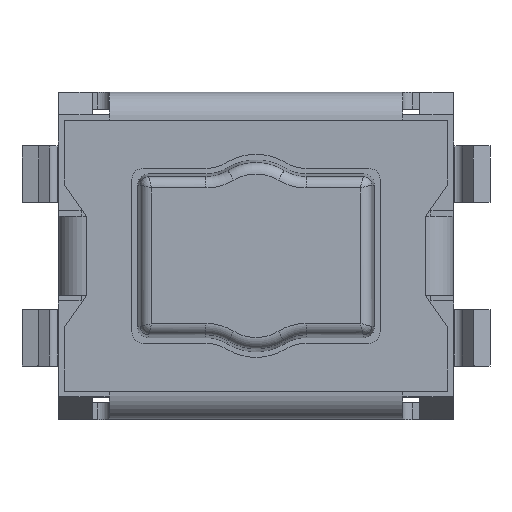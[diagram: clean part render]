
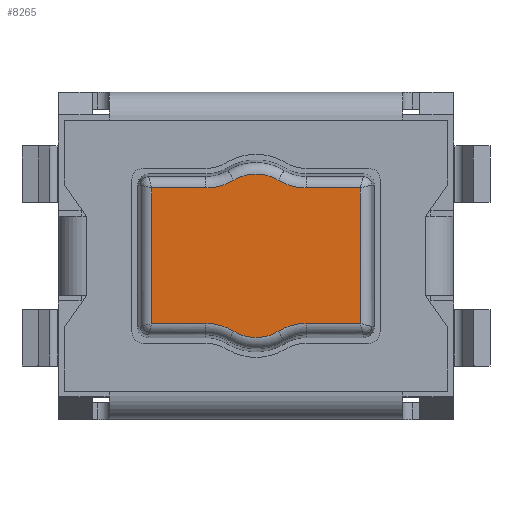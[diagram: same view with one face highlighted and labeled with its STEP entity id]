
A CAD part, top view. The second image highlights one B-rep face of the part: STEP entity #8265.
In plain terms, the highlighted planar face has unit normal (0, 0, 1).
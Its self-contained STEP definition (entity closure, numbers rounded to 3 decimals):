
#8 = CARTESIAN_POINT ( 'NONE',  ( -0.925, -0.6, 1.7 ) ) ;
#598 = DIRECTION ( 'NONE',  ( -1., 0., 0. ) ) ;
#839 = CARTESIAN_POINT ( 'NONE',  ( 0.925, -0.6, 1.7 ) ) ;
#1289 = VERTEX_POINT ( 'NONE', #10723 ) ;
#1314 = DIRECTION ( 'NONE',  ( 0., 0., -1. ) ) ;
#1703 = PLANE ( 'NONE',  #22787 ) ;
#1902 = ORIENTED_EDGE ( 'NONE', *, *, #11915, .T. ) ;
#2207 = CARTESIAN_POINT ( 'NONE',  ( 0., 0., 1.7 ) ) ;
#2281 = DIRECTION ( 'NONE',  ( 1., 0., 0. ) ) ;
#2310 = EDGE_CURVE ( 'NONE', #11258, #2775, #12759, .T. ) ;
#2402 = AXIS2_PLACEMENT_3D ( 'NONE', #21280, #1314, #20888 ) ;
#2775 = VERTEX_POINT ( 'NONE', #9911 ) ;
#2837 = CIRCLE ( 'NONE', #2402, 0.475 ) ;
#3262 = CARTESIAN_POINT ( 'NONE',  ( -0.444, -1.075, 1.7 ) ) ;
#3552 = FACE_OUTER_BOUND ( 'NONE', #12107, .T. ) ;
#3555 = EDGE_CURVE ( 'NONE', #17104, #10538, #7993, .T. ) ;
#3589 = ORIENTED_EDGE ( 'NONE', *, *, #4721, .T. ) ;
#3825 = AXIS2_PLACEMENT_3D ( 'NONE', #5738, #7830, #19217 ) ;
#3836 = VERTEX_POINT ( 'NONE', #12365 ) ;
#4420 = ORIENTED_EDGE ( 'NONE', *, *, #15617, .T. ) ;
#4721 = EDGE_CURVE ( 'NONE', #1289, #11848, #6174, .T. ) ;
#5260 = DIRECTION ( 'NONE',  ( 0., 0., 1. ) ) ;
#5399 = CARTESIAN_POINT ( 'NONE',  ( -0.196, -0.67, 1.7 ) ) ;
#5405 = DIRECTION ( 'NONE',  ( 0., 0., 1. ) ) ;
#5549 = DIRECTION ( 'NONE',  ( 0., -1., 0. ) ) ;
#5654 = VECTOR ( 'NONE', #5549, 1000. ) ;
#5738 = CARTESIAN_POINT ( 'NONE',  ( -0.444, 1.075, 1.7 ) ) ;
#5766 = EDGE_CURVE ( 'NONE', #10538, #11756, #7048, .T. ) ;
#5771 = CARTESIAN_POINT ( 'NONE',  ( 0.925, 0.6, 1.7 ) ) ;
#5790 = VECTOR ( 'NONE', #14139, 1000. ) ;
#6174 = CIRCLE ( 'NONE', #21618, 0.475 ) ;
#6257 = ORIENTED_EDGE ( 'NONE', *, *, #6677, .T. ) ;
#6505 = ORIENTED_EDGE ( 'NONE', *, *, #5766, .T. ) ;
#6677 = EDGE_CURVE ( 'NONE', #11848, #17104, #13367, .T. ) ;
#6823 = AXIS2_PLACEMENT_3D ( 'NONE', #7361, #5260, #13239 ) ;
#7048 = LINE ( 'NONE', #14722, #15652 ) ;
#7132 = ORIENTED_EDGE ( 'NONE', *, *, #18772, .T. ) ;
#7190 = CARTESIAN_POINT ( 'NONE',  ( 0.444, -1.075, 1.7 ) ) ;
#7361 = CARTESIAN_POINT ( 'NONE',  ( 0., 0.35, 1.7 ) ) ;
#7779 = ORIENTED_EDGE ( 'NONE', *, *, #2310, .T. ) ;
#7830 = DIRECTION ( 'NONE',  ( 0., 0., -1. ) ) ;
#7993 = LINE ( 'NONE', #15974, #5790 ) ;
#8265 = ADVANCED_FACE ( 'NONE', ( #3552 ), #1703, .F. ) ;
#8423 = ORIENTED_EDGE ( 'NONE', *, *, #19113, .T. ) ;
#8434 = CARTESIAN_POINT ( 'NONE',  ( 0., 0.6, 1.7 ) ) ;
#9316 = CARTESIAN_POINT ( 'NONE',  ( 0., -0.35, 1.7 ) ) ;
#9911 = CARTESIAN_POINT ( 'NONE',  ( -0.925, 0.6, 1.7 ) ) ;
#10259 = DIRECTION ( 'NONE',  ( -1., 0., 0. ) ) ;
#10538 = VERTEX_POINT ( 'NONE', #5771 ) ;
#10723 = CARTESIAN_POINT ( 'NONE',  ( 0.196, -0.67, 1.7 ) ) ;
#11258 = VERTEX_POINT ( 'NONE', #21093 ) ;
#11271 = DIRECTION ( 'NONE',  ( 1., 0., 0. ) ) ;
#11673 = AXIS2_PLACEMENT_3D ( 'NONE', #3262, #24774, #15071 ) ;
#11756 = VERTEX_POINT ( 'NONE', #18573 ) ;
#11848 = VERTEX_POINT ( 'NONE', #25380 ) ;
#11915 = EDGE_CURVE ( 'NONE', #3836, #11258, #15164, .T. ) ;
#12107 = EDGE_LOOP ( 'NONE', ( #6257, #25339, #6505, #15170, #4420, #1902, #7779, #20963, #8423, #7132, #13790, #3589 ) ) ;
#12365 = CARTESIAN_POINT ( 'NONE',  ( -0.196, 0.67, 1.7 ) ) ;
#12759 = LINE ( 'NONE', #8434, #17301 ) ;
#12853 = CARTESIAN_POINT ( 'NONE',  ( 0., -0.6, 1.7 ) ) ;
#13239 = DIRECTION ( 'NONE',  ( -1., 0., 0. ) ) ;
#13367 = LINE ( 'NONE', #12853, #14742 ) ;
#13687 = VERTEX_POINT ( 'NONE', #5399 ) ;
#13790 = ORIENTED_EDGE ( 'NONE', *, *, #25947, .T. ) ;
#14139 = DIRECTION ( 'NONE',  ( 0., 1., 0. ) ) ;
#14722 = CARTESIAN_POINT ( 'NONE',  ( 0., 0.6, 1.7 ) ) ;
#14742 = VECTOR ( 'NONE', #11271, 1000. ) ;
#15071 = DIRECTION ( 'NONE',  ( -1., 0., 0. ) ) ;
#15084 = DIRECTION ( 'NONE',  ( -1., 0., 0. ) ) ;
#15103 = CARTESIAN_POINT ( 'NONE',  ( -0.444, -0.6, 1.7 ) ) ;
#15164 = CIRCLE ( 'NONE', #3825, 0.475 ) ;
#15170 = ORIENTED_EDGE ( 'NONE', *, *, #18488, .T. ) ;
#15617 = EDGE_CURVE ( 'NONE', #18897, #3836, #18099, .T. ) ;
#15652 = VECTOR ( 'NONE', #18678, 1000. ) ;
#15974 = CARTESIAN_POINT ( 'NONE',  ( 0.925, 0., 1.7 ) ) ;
#16465 = VERTEX_POINT ( 'NONE', #8 ) ;
#17104 = VERTEX_POINT ( 'NONE', #839 ) ;
#17301 = VECTOR ( 'NONE', #20755, 1000. ) ;
#17402 = LINE ( 'NONE', #24442, #21334 ) ;
#17956 = AXIS2_PLACEMENT_3D ( 'NONE', #9316, #5405, #15084 ) ;
#18099 = CIRCLE ( 'NONE', #6823, 0.375 ) ;
#18488 = EDGE_CURVE ( 'NONE', #11756, #18897, #2837, .T. ) ;
#18573 = CARTESIAN_POINT ( 'NONE',  ( 0.444, 0.6, 1.7 ) ) ;
#18678 = DIRECTION ( 'NONE',  ( -1., 0., 0. ) ) ;
#18772 = EDGE_CURVE ( 'NONE', #20091, #13687, #22962, .T. ) ;
#18842 = DIRECTION ( 'NONE',  ( 0., 0., -1. ) ) ;
#18897 = VERTEX_POINT ( 'NONE', #21605 ) ;
#19113 = EDGE_CURVE ( 'NONE', #16465, #20091, #17402, .T. ) ;
#19217 = DIRECTION ( 'NONE',  ( -1., 0., 0. ) ) ;
#20091 = VERTEX_POINT ( 'NONE', #15103 ) ;
#20332 = DIRECTION ( 'NONE',  ( 0., 0., -1. ) ) ;
#20755 = DIRECTION ( 'NONE',  ( -1., 0., 0. ) ) ;
#20888 = DIRECTION ( 'NONE',  ( -1., 0., 0. ) ) ;
#20963 = ORIENTED_EDGE ( 'NONE', *, *, #21361, .T. ) ;
#21093 = CARTESIAN_POINT ( 'NONE',  ( -0.444, 0.6, 1.7 ) ) ;
#21280 = CARTESIAN_POINT ( 'NONE',  ( 0.444, 1.075, 1.7 ) ) ;
#21334 = VECTOR ( 'NONE', #2281, 1000. ) ;
#21361 = EDGE_CURVE ( 'NONE', #2775, #16465, #25464, .T. ) ;
#21605 = CARTESIAN_POINT ( 'NONE',  ( 0.196, 0.67, 1.7 ) ) ;
#21618 = AXIS2_PLACEMENT_3D ( 'NONE', #7190, #18842, #598 ) ;
#22526 = CIRCLE ( 'NONE', #17956, 0.375 ) ;
#22787 = AXIS2_PLACEMENT_3D ( 'NONE', #2207, #20332, #10259 ) ;
#22962 = CIRCLE ( 'NONE', #11673, 0.475 ) ;
#23226 = CARTESIAN_POINT ( 'NONE',  ( -0.925, 0., 1.7 ) ) ;
#24442 = CARTESIAN_POINT ( 'NONE',  ( 0., -0.6, 1.7 ) ) ;
#24774 = DIRECTION ( 'NONE',  ( 0., 0., -1. ) ) ;
#25339 = ORIENTED_EDGE ( 'NONE', *, *, #3555, .T. ) ;
#25380 = CARTESIAN_POINT ( 'NONE',  ( 0.444, -0.6, 1.7 ) ) ;
#25464 = LINE ( 'NONE', #23226, #5654 ) ;
#25947 = EDGE_CURVE ( 'NONE', #13687, #1289, #22526, .T. ) ;
